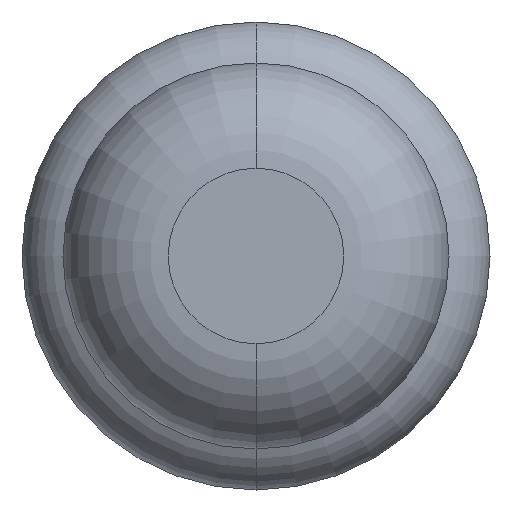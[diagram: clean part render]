
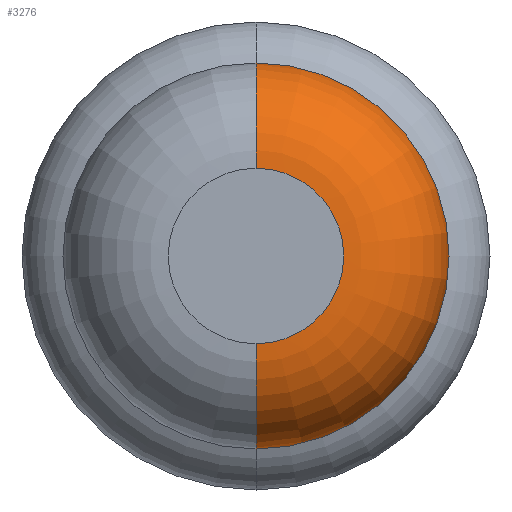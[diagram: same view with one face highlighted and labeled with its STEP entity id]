
A CAD part, front view. The second image highlights one B-rep face of the part: STEP entity #3276.
In plain terms, the highlighted toroidal (fillet/blend) face has major radius 0.375 mm and minor radius 0.45 mm.
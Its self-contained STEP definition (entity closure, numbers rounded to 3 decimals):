
#73 = DIRECTION ( 'NONE',  ( 0., 0., 1. ) ) ;
#387 = CARTESIAN_POINT ( 'NONE',  ( 0., -23.55, 0. ) ) ;
#427 = EDGE_CURVE ( 'Defeature ausgef�hrt1_2+Defeature ausgef�hrt1_1+Defeature ausgef�hrt1_1+Defeature ausgef�hrt1_1', #1205, #2270, #722, .T. ) ;
#481 = CARTESIAN_POINT ( 'NONE',  ( 0., -23.55, -0.825 ) ) ;
#521 = DIRECTION ( 'NONE',  ( 1., 0., 0. ) ) ;
#585 = ORIENTED_EDGE ( 'NONE', *, *, #4136, .F. ) ;
#646 = CARTESIAN_POINT ( 'NONE',  ( 0., -24., 0.375 ) ) ;
#671 = EDGE_LOOP ( 'NONE', ( #2382, #3502, #1039, #585 ) ) ;
#722 = CIRCLE ( 'NONE', #2944, 0.375 ) ;
#725 = DIRECTION ( 'NONE',  ( 0., 0., 1. ) ) ;
#726 = CARTESIAN_POINT ( 'NONE',  ( 0., -24., 0. ) ) ;
#905 = VERTEX_POINT ( 'NONE', #2064 ) ;
#1039 = ORIENTED_EDGE ( 'NONE', *, *, #2122, .F. ) ;
#1050 = CARTESIAN_POINT ( 'NONE',  ( 0., -24., -0.375 ) ) ;
#1086 = DIRECTION ( 'NONE',  ( 0., 1., 0. ) ) ;
#1174 = CARTESIAN_POINT ( 'NONE',  ( 0., -23.55, -0.375 ) ) ;
#1205 = VERTEX_POINT ( 'NONE', #646 ) ;
#1397 = DIRECTION ( 'NONE',  ( 0., 1., 0. ) ) ;
#1543 = DIRECTION ( 'NONE',  ( 0., 0., -1. ) ) ;
#1746 = VERTEX_POINT ( 'NONE', #481 ) ;
#1959 = CARTESIAN_POINT ( 'NONE',  ( 0., -23.55, 0. ) ) ;
#2064 = CARTESIAN_POINT ( 'NONE',  ( 0., -23.55, 0.825 ) ) ;
#2122 = EDGE_CURVE ( 'Defeature ausgef�hrt1_3+Defeature ausgef�hrt1_2+Defeature ausgef�hrt1_2+Defeature ausgef�hrt1_2', #905, #1746, #3015, .T. ) ;
#2270 = VERTEX_POINT ( 'NONE', #1050 ) ;
#2320 = CIRCLE ( 'NONE', #2652, 0.45 ) ;
#2357 = CARTESIAN_POINT ( 'NONE',  ( 0., -23.55, 0.375 ) ) ;
#2382 = ORIENTED_EDGE ( 'NONE', *, *, #427, .T. ) ;
#2627 = DIRECTION ( 'NONE',  ( 0., 0., 1. ) ) ;
#2652 = AXIS2_PLACEMENT_3D ( 'NONE', #2357, #2719, #73 ) ;
#2671 = DIRECTION ( 'NONE',  ( 0., 0., 1. ) ) ;
#2673 = AXIS2_PLACEMENT_3D ( 'NONE', #1174, #521, #1543 ) ;
#2719 = DIRECTION ( 'NONE',  ( -1., 0., 0. ) ) ;
#2823 = TOROIDAL_SURFACE ( 'NONE', #3503, 0.375, 0.45 ) ;
#2944 = AXIS2_PLACEMENT_3D ( 'NONE', #726, #1397, #2671 ) ;
#3015 = CIRCLE ( 'NONE', #4154, 0.825 ) ;
#3029 = EDGE_CURVE ( 'NONE', #2270, #1746, #4026, .T. ) ;
#3276 = ADVANCED_FACE ( 'Defeature ausgef�hrt1_2', ( #4104 ), #2823, .T. ) ;
#3502 = ORIENTED_EDGE ( 'NONE', *, *, #3029, .T. ) ;
#3503 = AXIS2_PLACEMENT_3D ( 'NONE', #1959, #4295, #2627 ) ;
#4026 = CIRCLE ( 'NONE', #2673, 0.45 ) ;
#4104 = FACE_OUTER_BOUND ( 'NONE', #671, .T. ) ;
#4136 = EDGE_CURVE ( 'NONE', #1205, #905, #2320, .T. ) ;
#4154 = AXIS2_PLACEMENT_3D ( 'NONE', #387, #1086, #725 ) ;
#4295 = DIRECTION ( 'NONE',  ( 0., 1., 0. ) ) ;
